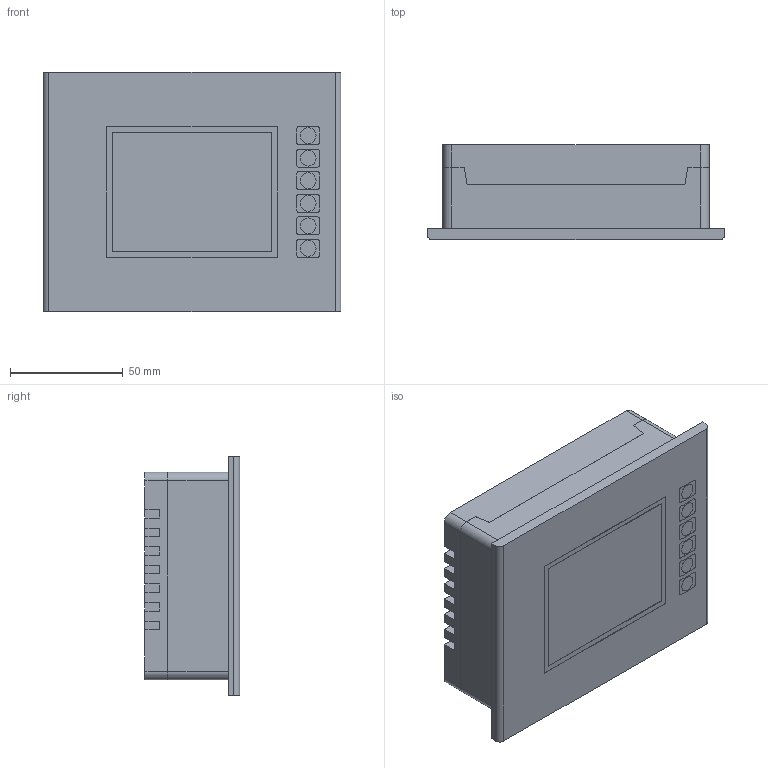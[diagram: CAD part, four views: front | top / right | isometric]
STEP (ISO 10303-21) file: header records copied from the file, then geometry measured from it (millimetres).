
FILE_DESCRIPTION(('starvars output'),'2;1');
FILE_NAME('HMIGTO1310_3D.stp','17:23:29 2020/04/01',( 'Thomas Industrial Network Germany GmbH'),( 'Thomas Industrial Network Germany GmbH'),'unknown preprocess','ACIS' ,'unknown authorization');
FILE_SCHEMA(('CONFIG_CONTROL_DESIGN {UNKNOWN IMPLEMENTATION LEVEL}'));
Length unit declared in the file: millimetre
Products named in the file (1): PRODUCT_ID_138
Bounding box: 132 x 42.35 x 106 mm (x, y, z)
Volume: 449827.3 mm3; surface area: 49879.1 mm2
Topology: 4 solids, 4 shells, 283 faces, 742 edges, 494 vertices
Faces by surface type: plane 228, cylinder 55
Entity records: 8486 total; most frequent: ORIENTED_EDGE 1484, CARTESIAN_POINT 1470, DIRECTION 1342, EDGE_CURVE 742, VECTOR 610, LINE 610, VERTEX_POINT 494, AXIS2_PLACEMENT_3D 366
